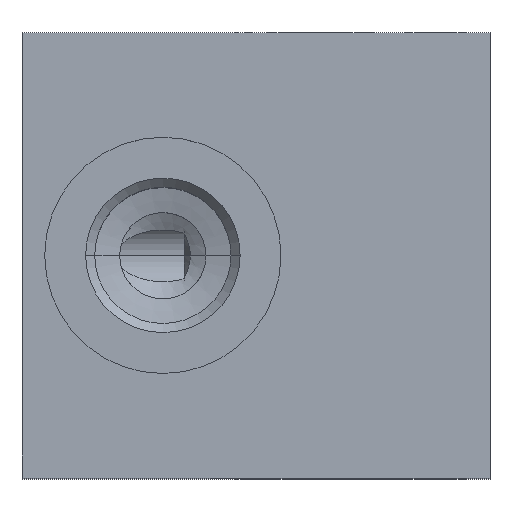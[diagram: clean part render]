
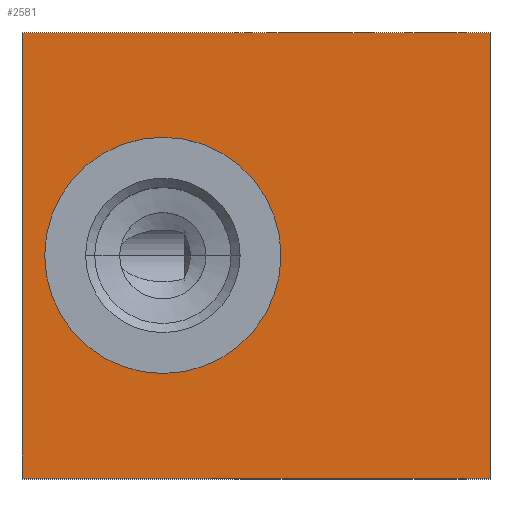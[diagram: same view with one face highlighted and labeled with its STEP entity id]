
A CAD part, top view. The second image highlights one B-rep face of the part: STEP entity #2581.
In plain terms, the highlighted planar face has unit normal (0, 0, 1).
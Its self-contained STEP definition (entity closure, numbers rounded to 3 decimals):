
#43 = CIRCLE ( 'NONE', #159, 13. ) ;
#159 = AXIS2_PLACEMENT_3D ( 'NONE', #2894, #1542, #196 ) ;
#181 = AXIS2_PLACEMENT_3D ( 'NONE', #1966, #626, #2198 ) ;
#196 = DIRECTION ( 'NONE',  ( 1., 0., 0. ) ) ;
#215 = DIRECTION ( 'NONE',  ( 0., -1., 0. ) ) ;
#294 = VECTOR ( 'NONE', #2331, 1000. ) ;
#311 = DIRECTION ( 'NONE',  ( -1., 0., 0. ) ) ;
#358 = DIRECTION ( 'NONE',  ( -1., 0., 0. ) ) ;
#421 = CARTESIAN_POINT ( 'NONE',  ( 0., 0., 79. ) ) ;
#422 = CARTESIAN_POINT ( 'NONE',  ( 0., 0., 79. ) ) ;
#469 = EDGE_CURVE ( 'NONE', #1247, #2654, #43, .T. ) ;
#494 = EDGE_CURVE ( 'NONE', #1028, #1355, #2295, .T. ) ;
#551 = CARTESIAN_POINT ( 'NONE',  ( 2.5, 24.5, 79. ) ) ;
#626 = DIRECTION ( 'NONE',  ( 0., 0., 1. ) ) ;
#648 = DIRECTION ( 'NONE',  ( 1., 0., 0. ) ) ;
#652 = ORIENTED_EDGE ( 'NONE', *, *, #494, .T. ) ;
#751 = CARTESIAN_POINT ( 'NONE',  ( 51.5, 0., 79. ) ) ;
#813 = FACE_BOUND ( 'NONE', #2599, .T. ) ;
#911 = LINE ( 'NONE', #2694, #1509 ) ;
#948 = LINE ( 'NONE', #2606, #2536 ) ;
#969 = CARTESIAN_POINT ( 'NONE',  ( 0., 0., 79. ) ) ;
#1028 = VERTEX_POINT ( 'NONE', #421 ) ;
#1066 = VERTEX_POINT ( 'NONE', #2013 ) ;
#1173 = EDGE_LOOP ( 'NONE', ( #2239, #652, #1381, #1817 ) ) ;
#1176 = CARTESIAN_POINT ( 'NONE',  ( 0., 49., 79. ) ) ;
#1247 = VERTEX_POINT ( 'NONE', #2919 ) ;
#1291 = AXIS2_PLACEMENT_3D ( 'NONE', #969, #1654, #311 ) ;
#1355 = VERTEX_POINT ( 'NONE', #2297 ) ;
#1377 = CIRCLE ( 'NONE', #181, 13. ) ;
#1381 = ORIENTED_EDGE ( 'NONE', *, *, #2554, .T. ) ;
#1430 = PLANE ( 'NONE',  #1291 ) ;
#1509 = VECTOR ( 'NONE', #215, 1000. ) ;
#1542 = DIRECTION ( 'NONE',  ( 0., 0., 1. ) ) ;
#1573 = EDGE_CURVE ( 'NONE', #1066, #1953, #948, .T. ) ;
#1625 = ORIENTED_EDGE ( 'NONE', *, *, #2821, .F. ) ;
#1654 = DIRECTION ( 'NONE',  ( 0., 0., -1. ) ) ;
#1785 = EDGE_CURVE ( 'NONE', #1953, #1028, #911, .T. ) ;
#1817 = ORIENTED_EDGE ( 'NONE', *, *, #1573, .T. ) ;
#1951 = FACE_OUTER_BOUND ( 'NONE', #1173, .T. ) ;
#1953 = VERTEX_POINT ( 'NONE', #1176 ) ;
#1966 = CARTESIAN_POINT ( 'NONE',  ( 15.5, 24.5, 79. ) ) ;
#2013 = CARTESIAN_POINT ( 'NONE',  ( 51.5, 49., 79. ) ) ;
#2024 = LINE ( 'NONE', #751, #294 ) ;
#2198 = DIRECTION ( 'NONE',  ( 1., 0., 0. ) ) ;
#2239 = ORIENTED_EDGE ( 'NONE', *, *, #1785, .T. ) ;
#2295 = LINE ( 'NONE', #422, #2828 ) ;
#2297 = CARTESIAN_POINT ( 'NONE',  ( 51.5, 0., 79. ) ) ;
#2331 = DIRECTION ( 'NONE',  ( 0., 1., 0. ) ) ;
#2536 = VECTOR ( 'NONE', #358, 1000. ) ;
#2554 = EDGE_CURVE ( 'NONE', #1355, #1066, #2024, .T. ) ;
#2581 = ADVANCED_FACE ( 'NONE', ( #813, #1951 ), #1430, .F. ) ;
#2599 = EDGE_LOOP ( 'NONE', ( #2803, #1625 ) ) ;
#2606 = CARTESIAN_POINT ( 'NONE',  ( 0., 49., 79. ) ) ;
#2654 = VERTEX_POINT ( 'NONE', #551 ) ;
#2694 = CARTESIAN_POINT ( 'NONE',  ( 0., 0., 79. ) ) ;
#2803 = ORIENTED_EDGE ( 'NONE', *, *, #469, .F. ) ;
#2821 = EDGE_CURVE ( 'NONE', #2654, #1247, #1377, .T. ) ;
#2828 = VECTOR ( 'NONE', #648, 1000. ) ;
#2894 = CARTESIAN_POINT ( 'NONE',  ( 15.5, 24.5, 79. ) ) ;
#2919 = CARTESIAN_POINT ( 'NONE',  ( 28.5, 24.5, 79. ) ) ;
